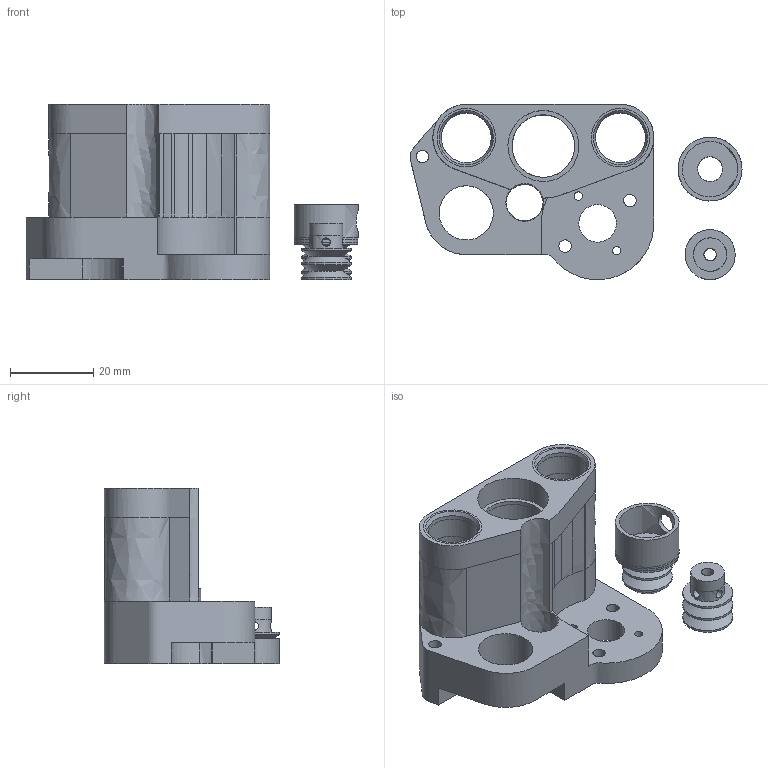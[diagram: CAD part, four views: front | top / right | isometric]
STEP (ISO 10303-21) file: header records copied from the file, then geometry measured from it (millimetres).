
FILE_DESCRIPTION(('CAx-IF Rec.Pracs.---Model Styling and Organization---1.5---2016-08-15','CAx-IF Rec.Pracs.---Geometric and Assembly Validation Properties---4.4---2016-08-17', 'CAx-IF Rec.Pracs.---User Defined Attributes---1.5---2016-08-15', 'CAx-IF Rec.Pracs.---External References---2.1---2005-01-19'),'2;1' );
FILE_NAME('head_4p0_adjust.stp','2019-04-14T14:24:41',('Unspecified'),( 'Unspecified'),'CAD Exchanger 3.5.3 (cadexchanger.com)', 'Unspecified','');
FILE_SCHEMA(('AUTOMOTIVE_DESIGN { 1 0 10303 214 1 1 1 1 }'));
Length unit declared in the file: millimetre
Products named in the file (3): unnamed
Bounding box: 79.64 x 42 x 42 mm (x, y, z)
Volume: 28286.1 mm3; surface area: 17948.7 mm2
Topology: 3 solids, 3 shells, 127 faces, 331 edges, 215 vertices
Faces by surface type: bspline 102, revolution 13, plane 12
Entity records: 22320 total; most frequent: CARTESIAN_POINT 17838, B_SPLINE_CURVE_WITH_KNOTS 761, ORIENTED_EDGE 662, PCURVE 662, DEFINITIONAL_REPRESENTATION 662, EDGE_CURVE 331, SURFACE_CURVE 274, VERTEX_POINT 215
